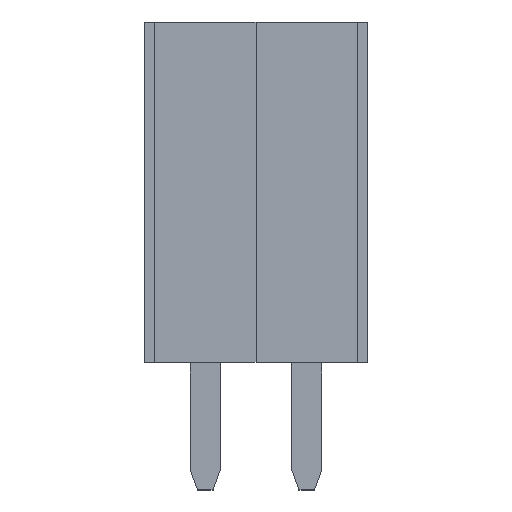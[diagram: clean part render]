
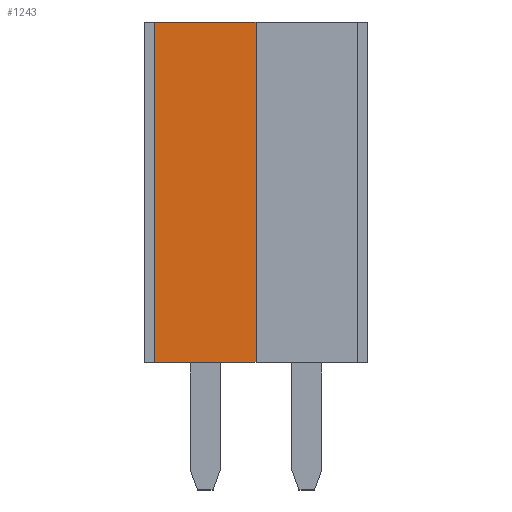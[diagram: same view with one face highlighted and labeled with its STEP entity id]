
A CAD part, top view. The second image highlights one B-rep face of the part: STEP entity #1243.
In plain terms, the highlighted planar face has unit normal (0, 0, 1).
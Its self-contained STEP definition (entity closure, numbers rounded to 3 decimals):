
#107 = ORIENTED_EDGE ( 'NONE', *, *, #1314, .T. ) ;
#148 = CARTESIAN_POINT ( 'NONE',  ( 0., 8.509, 1.27 ) ) ;
#162 = VECTOR ( 'NONE', #559, 1000. ) ;
#190 = EDGE_CURVE ( 'NONE', #307, #427, #583, .T. ) ;
#192 = VERTEX_POINT ( 'NONE', #1191 ) ;
#216 = FACE_OUTER_BOUND ( 'NONE', #1973, .T. ) ;
#240 = LINE ( 'NONE', #410, #253 ) ;
#249 = VECTOR ( 'NONE', #1516, 1000. ) ;
#253 = VECTOR ( 'NONE', #260, 1000. ) ;
#260 = DIRECTION ( 'NONE',  ( -1., 0., 0. ) ) ;
#290 = LINE ( 'NONE', #148, #1602 ) ;
#307 = VERTEX_POINT ( 'NONE', #1751 ) ;
#410 = CARTESIAN_POINT ( 'NONE',  ( 0., 8.509, 1.27 ) ) ;
#422 = CARTESIAN_POINT ( 'NONE',  ( 0., 0., 1.27 ) ) ;
#427 = VERTEX_POINT ( 'NONE', #1207 ) ;
#455 = LINE ( 'NONE', #422, #249 ) ;
#475 = CARTESIAN_POINT ( 'NONE',  ( 0., 8.509, 1.27 ) ) ;
#496 = VERTEX_POINT ( 'NONE', #1840 ) ;
#559 = DIRECTION ( 'NONE',  ( 0., -1., 0. ) ) ;
#571 = EDGE_CURVE ( 'NONE', #496, #192, #290, .T. ) ;
#583 = LINE ( 'NONE', #1035, #162 ) ;
#635 = PLANE ( 'NONE',  #779 ) ;
#761 = DIRECTION ( 'NONE',  ( 0., -1., 0. ) ) ;
#779 = AXIS2_PLACEMENT_3D ( 'NONE', #475, #1111, #1733 ) ;
#1035 = CARTESIAN_POINT ( 'NONE',  ( -2.54, 8.509, 1.27 ) ) ;
#1093 = ORIENTED_EDGE ( 'NONE', *, *, #190, .T. ) ;
#1111 = DIRECTION ( 'NONE',  ( 0., 0., -1. ) ) ;
#1114 = ORIENTED_EDGE ( 'NONE', *, *, #571, .F. ) ;
#1176 = ORIENTED_EDGE ( 'NONE', *, *, #1785, .F. ) ;
#1191 = CARTESIAN_POINT ( 'NONE',  ( 0., 0., 1.27 ) ) ;
#1207 = CARTESIAN_POINT ( 'NONE',  ( -2.54, 0., 1.27 ) ) ;
#1243 = ADVANCED_FACE ( 'NONE', ( #216 ), #635, .F. ) ;
#1314 = EDGE_CURVE ( 'NONE', #496, #307, #240, .T. ) ;
#1516 = DIRECTION ( 'NONE',  ( -1., 0., 0. ) ) ;
#1602 = VECTOR ( 'NONE', #761, 1000. ) ;
#1733 = DIRECTION ( 'NONE',  ( 0., 1., 0. ) ) ;
#1751 = CARTESIAN_POINT ( 'NONE',  ( -2.54, 8.509, 1.27 ) ) ;
#1785 = EDGE_CURVE ( 'NONE', #192, #427, #455, .T. ) ;
#1840 = CARTESIAN_POINT ( 'NONE',  ( 0., 8.509, 1.27 ) ) ;
#1973 = EDGE_LOOP ( 'NONE', ( #1093, #1176, #1114, #107 ) ) ;
